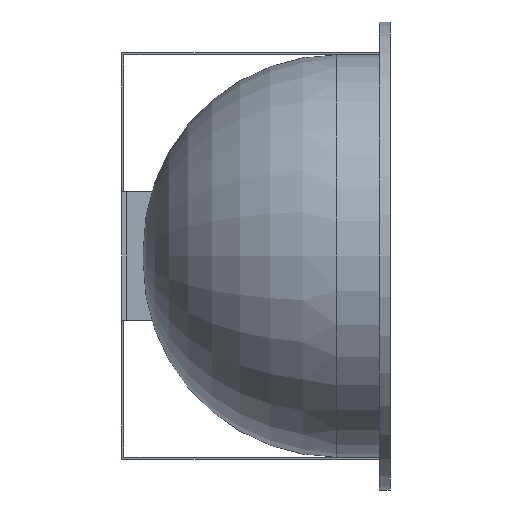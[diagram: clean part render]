
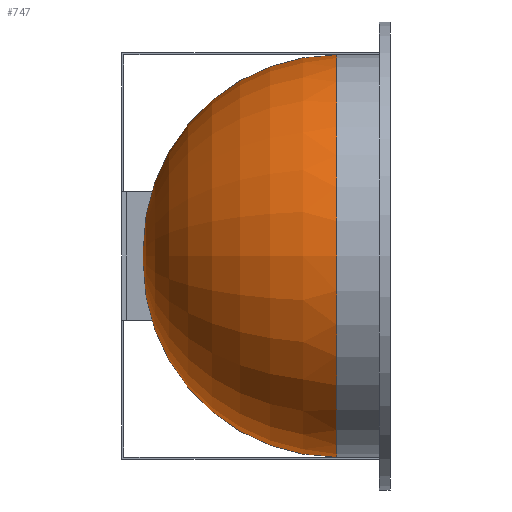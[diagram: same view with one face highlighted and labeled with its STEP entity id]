
A CAD part, left-side view. The second image highlights one B-rep face of the part: STEP entity #747.
In plain terms, the highlighted toroidal (fillet/blend) face has major radius 3.649 mm and minor radius 90 mm.
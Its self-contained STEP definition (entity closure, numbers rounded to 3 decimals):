
#2 = ORIENTED_EDGE ( 'NONE', *, *, #1063, .F. ) ;
#8 = FACE_OUTER_BOUND ( 'NONE', #983, .T. ) ;
#93 = CARTESIAN_POINT ( 'NONE',  ( 0., 115., 3.649 ) ) ;
#110 = AXIS2_PLACEMENT_3D ( 'NONE', #1287, #1273, #1185 ) ;
#138 = AXIS2_PLACEMENT_3D ( 'NONE', #474, #1296, #703 ) ;
#179 = ORIENTED_EDGE ( 'NONE', *, *, #234, .F. ) ;
#234 = EDGE_CURVE ( 'NONE', #323, #1501, #798, .T. ) ;
#257 = EDGE_CURVE ( 'NONE', #935, #553, #1381, .T. ) ;
#273 = ORIENTED_EDGE ( 'NONE', *, *, #257, .T. ) ;
#279 = AXIS2_PLACEMENT_3D ( 'NONE', #1266, #1495, #1425 ) ;
#310 = CIRCLE ( 'NONE', #752, 93.649 ) ;
#323 = VERTEX_POINT ( 'NONE', #493 ) ;
#426 = CARTESIAN_POINT ( 'NONE',  ( 0., 115., -3.649 ) ) ;
#428 = CARTESIAN_POINT ( 'NONE',  ( 0., 25., 0. ) ) ;
#474 = CARTESIAN_POINT ( 'NONE',  ( 0., 25., 0. ) ) ;
#493 = CARTESIAN_POINT ( 'NONE',  ( 0., 25., -93.649 ) ) ;
#494 = AXIS2_PLACEMENT_3D ( 'NONE', #691, #1513, #815 ) ;
#533 = DIRECTION ( 'NONE',  ( 0., 0., 1. ) ) ;
#553 = VERTEX_POINT ( 'NONE', #93 ) ;
#691 = CARTESIAN_POINT ( 'NONE',  ( 0., 115., 0. ) ) ;
#703 = DIRECTION ( 'NONE',  ( 0., 0., 1. ) ) ;
#724 = CIRCLE ( 'NONE', #494, 3.649 ) ;
#747 = ADVANCED_FACE ( 'NONE', ( #8 ), #1417, .T. ) ;
#752 = AXIS2_PLACEMENT_3D ( 'NONE', #428, #1252, #533 ) ;
#798 = CIRCLE ( 'NONE', #110, 90. ) ;
#815 = DIRECTION ( 'NONE',  ( 0., 0., 1. ) ) ;
#840 = ORIENTED_EDGE ( 'NONE', *, *, #932, .F. ) ;
#932 = EDGE_CURVE ( 'NONE', #935, #323, #310, .T. ) ;
#935 = VERTEX_POINT ( 'NONE', #999 ) ;
#983 = EDGE_LOOP ( 'NONE', ( #179, #840, #273, #2 ) ) ;
#999 = CARTESIAN_POINT ( 'NONE',  ( 0., 25., 93.649 ) ) ;
#1063 = EDGE_CURVE ( 'NONE', #1501, #553, #724, .T. ) ;
#1185 = DIRECTION ( 'NONE',  ( 0., 0., -1. ) ) ;
#1252 = DIRECTION ( 'NONE',  ( 0., -1., 0. ) ) ;
#1266 = CARTESIAN_POINT ( 'NONE',  ( 0., 25., 3.649 ) ) ;
#1273 = DIRECTION ( 'NONE',  ( 1., 0., 0. ) ) ;
#1287 = CARTESIAN_POINT ( 'NONE',  ( 0., 25., -3.649 ) ) ;
#1296 = DIRECTION ( 'NONE',  ( 0., 1., 0. ) ) ;
#1381 = CIRCLE ( 'NONE', #279, 90. ) ;
#1417 = TOROIDAL_SURFACE ( 'NONE', #138, 3.649, 90. ) ;
#1425 = DIRECTION ( 'NONE',  ( 0., 0., 1. ) ) ;
#1495 = DIRECTION ( 'NONE',  ( -1., 0., 0. ) ) ;
#1501 = VERTEX_POINT ( 'NONE', #426 ) ;
#1513 = DIRECTION ( 'NONE',  ( 0., 1., 0. ) ) ;
